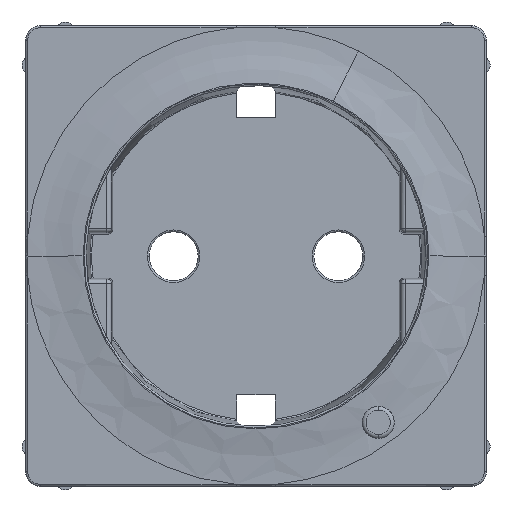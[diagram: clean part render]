
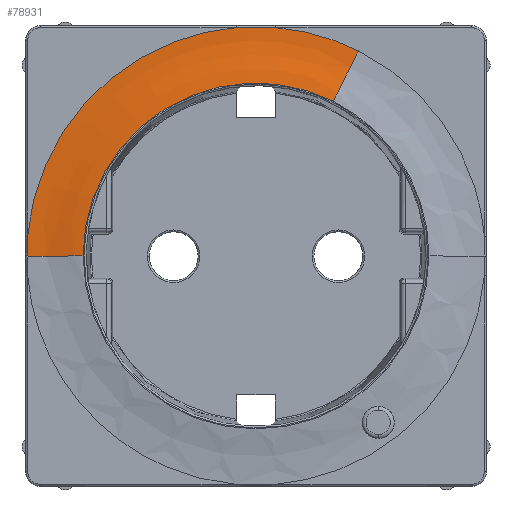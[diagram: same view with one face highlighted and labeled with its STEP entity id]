
A CAD part, top view. The second image highlights one B-rep face of the part: STEP entity #78931.
In plain terms, the highlighted free-form (B-spline) face has degree [5, 4] with [9, 5] control points.
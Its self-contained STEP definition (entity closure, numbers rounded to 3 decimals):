
#77610=AXIS2_PLACEMENT_3D('Circle Axis2P3D',#77608,#77609,$) ;
#77603=CARTESIAN_POINT('Vertex',(8.922,17.844,11.8)) ;
#77608=CARTESIAN_POINT('Axis2P3D Location',(0.,0.,11.8)) ;
#77612=CARTESIAN_POINT('Vertex',(-19.95,0.,11.8)) ;
#78741=CARTESIAN_POINT('Control Point',(-26.351,-0.004,11.)) ;
#78742=CARTESIAN_POINT('Control Point',(-25.063,-0.056,11.)) ;
#78743=CARTESIAN_POINT('Control Point',(-23.79,-0.102,11.015)) ;
#78744=CARTESIAN_POINT('Control Point',(-22.518,-0.049,11.334)) ;
#78745=CARTESIAN_POINT('Control Point',(-21.239,0.052,11.8)) ;
#78746=CARTESIAN_POINT('Control Point',(-19.95,0.,11.8)) ;
#78747=CARTESIAN_POINT('Vertex',(-26.351,-0.004,11.)) ;
#78830=CARTESIAN_POINT('Control Point',(11.829,23.658,11.)) ;
#78831=CARTESIAN_POINT('Control Point',(11.097,22.193,11.)) ;
#78832=CARTESIAN_POINT('Control Point',(10.375,20.751,11.)) ;
#78833=CARTESIAN_POINT('Control Point',(9.654,19.308,11.8)) ;
#78834=CARTESIAN_POINT('Control Point',(8.922,17.844,11.8)) ;
#78835=CARTESIAN_POINT('Control Point',(5.408,26.868,11.)) ;
#78836=CARTESIAN_POINT('Control Point',(5.073,25.205,11.)) ;
#78837=CARTESIAN_POINT('Control Point',(4.743,23.567,11.)) ;
#78838=CARTESIAN_POINT('Control Point',(4.413,21.929,11.8)) ;
#78839=CARTESIAN_POINT('Control Point',(4.079,20.265,11.8)) ;
#78840=CARTESIAN_POINT('Control Point',(-2.103,27.9,11.)) ;
#78841=CARTESIAN_POINT('Control Point',(-2.032,26.203,11.)) ;
#78842=CARTESIAN_POINT('Control Point',(-1.963,24.531,11.)) ;
#78843=CARTESIAN_POINT('Control Point',(-1.657,22.741,11.8)) ;
#78844=CARTESIAN_POINT('Control Point',(-1.586,21.044,11.8)) ;
#78845=CARTESIAN_POINT('Control Point',(-9.688,26.25,11.)) ;
#78846=CARTESIAN_POINT('Control Point',(-9.217,24.592,11.)) ;
#78847=CARTESIAN_POINT('Control Point',(-8.755,22.969,11.)) ;
#78848=CARTESIAN_POINT('Control Point',(-7.778,21.457,11.8)) ;
#78849=CARTESIAN_POINT('Control Point',(-7.307,19.799,11.8)) ;
#78850=CARTESIAN_POINT('Control Point',(-19.288,20.158,11.)) ;
#78851=CARTESIAN_POINT('Control Point',(-18.204,18.807,11.)) ;
#78852=CARTESIAN_POINT('Control Point',(-17.145,17.486,11.)) ;
#78853=CARTESIAN_POINT('Control Point',(-15.632,16.556,11.8)) ;
#78854=CARTESIAN_POINT('Control Point',(-14.548,15.204,11.8)) ;
#78855=CARTESIAN_POINT('Control Point',(-24.622,10.629,11.)) ;
#78856=CARTESIAN_POINT('Control Point',(-23.145,9.867,11.)) ;
#78857=CARTESIAN_POINT('Control Point',(-21.696,9.119,11.)) ;
#78858=CARTESIAN_POINT('Control Point',(-20.049,8.779,11.8)) ;
#78859=CARTESIAN_POINT('Control Point',(-18.572,8.017,11.8)) ;
#78860=CARTESIAN_POINT('Control Point',(-25.841,7.18,11.)) ;
#78861=CARTESIAN_POINT('Control Point',(-24.267,6.641,11.)) ;
#78862=CARTESIAN_POINT('Control Point',(-22.722,6.111,11.)) ;
#78863=CARTESIAN_POINT('Control Point',(-21.064,5.955,11.8)) ;
#78864=CARTESIAN_POINT('Control Point',(-19.491,5.416,11.8)) ;
#78865=CARTESIAN_POINT('Control Point',(-26.45,3.59,11.)) ;
#78866=CARTESIAN_POINT('Control Point',(-24.824,3.288,11.)) ;
#78867=CARTESIAN_POINT('Control Point',(-23.225,2.99,11.)) ;
#78868=CARTESIAN_POINT('Control Point',(-21.576,3.011,11.8)) ;
#78869=CARTESIAN_POINT('Control Point',(-19.95,2.708,11.8)) ;
#78870=CARTESIAN_POINT('Control Point',(-26.45,0.,11.)) ;
#78871=CARTESIAN_POINT('Control Point',(-24.814,-0.066,11.)) ;
#78872=CARTESIAN_POINT('Control Point',(-23.205,-0.13,11.)) ;
#78873=CARTESIAN_POINT('Control Point',(-21.586,0.066,11.8)) ;
#78874=CARTESIAN_POINT('Control Point',(-19.95,0.,11.8)) ;
#78876=CARTESIAN_POINT('Control Point',(11.829,23.658,11.)) ;
#78877=CARTESIAN_POINT('Control Point',(11.243,22.486,11.)) ;
#78878=CARTESIAN_POINT('Control Point',(10.664,21.328,11.)) ;
#78879=CARTESIAN_POINT('Control Point',(10.087,20.174,11.32)) ;
#78880=CARTESIAN_POINT('Control Point',(9.508,19.015,11.8)) ;
#78881=CARTESIAN_POINT('Control Point',(8.922,17.844,11.8)) ;
#78882=CARTESIAN_POINT('Vertex',(11.829,23.658,11.)) ;
#78886=CARTESIAN_POINT('Control Point',(2.294,26.351,11.)) ;
#78887=CARTESIAN_POINT('Control Point',(4.278,26.178,11.)) ;
#78888=CARTESIAN_POINT('Control Point',(6.248,25.818,11.)) ;
#78889=CARTESIAN_POINT('Control Point',(8.177,25.273,11.)) ;
#78890=CARTESIAN_POINT('Control Point',(10.045,24.549,11.)) ;
#78891=CARTESIAN_POINT('Control Point',(11.829,23.658,11.)) ;
#78892=CARTESIAN_POINT('Vertex',(2.294,26.35,11.)) ;
#78896=CARTESIAN_POINT('Control Point',(-2.291,26.351,11.)) ;
#78897=CARTESIAN_POINT('Control Point',(-0.764,26.351,11.)) ;
#78898=CARTESIAN_POINT('Control Point',(0.763,26.351,11.)) ;
#78899=CARTESIAN_POINT('Control Point',(2.294,26.351,11.)) ;
#78900=CARTESIAN_POINT('Vertex',(-2.291,26.351,11.)) ;
#78904=CARTESIAN_POINT('Control Point',(-26.351,2.291,11.)) ;
#78905=CARTESIAN_POINT('Control Point',(-26.079,5.411,11.)) ;
#78906=CARTESIAN_POINT('Control Point',(-25.347,8.489,11.)) ;
#78907=CARTESIAN_POINT('Control Point',(-24.161,11.434,11.)) ;
#78908=CARTESIAN_POINT('Control Point',(-20.373,17.878,11.)) ;
#78909=CARTESIAN_POINT('Control Point',(-14.573,22.7,11.)) ;
#78910=CARTESIAN_POINT('Control Point',(-10.705,24.758,11.)) ;
#78911=CARTESIAN_POINT('Control Point',(-6.536,25.982,11.)) ;
#78912=CARTESIAN_POINT('Control Point',(-2.291,26.351,11.)) ;
#78913=CARTESIAN_POINT('Vertex',(-26.351,2.291,11.)) ;
#78917=CARTESIAN_POINT('Control Point',(-26.351,-0.004,11.)) ;
#78918=CARTESIAN_POINT('Control Point',(-26.351,0.76,11.)) ;
#78919=CARTESIAN_POINT('Control Point',(-26.351,1.525,11.)) ;
#78920=CARTESIAN_POINT('Control Point',(-26.351,2.291,11.)) ;
#77609=DIRECTION('Axis2P3D Direction',(0.,0.,-1.)) ;
#78923=ORIENTED_EDGE('',*,*,#78884,.F.) ;
#78924=ORIENTED_EDGE('',*,*,#78894,.F.) ;
#78925=ORIENTED_EDGE('',*,*,#78902,.T.) ;
#78926=ORIENTED_EDGE('',*,*,#78915,.F.) ;
#78927=ORIENTED_EDGE('',*,*,#78921,.T.) ;
#78928=ORIENTED_EDGE('',*,*,#78749,.T.) ;
#78929=ORIENTED_EDGE('',*,*,#77614,.T.) ;
#78931=ADVANCED_FACE('PartBody',(#78930),#78829,.T.) ;
#78740=B_SPLINE_CURVE_WITH_KNOTS('',5,(#78741,#78742,#78743,#78744,#78745,#78746),.UNSPECIFIED.,.F.,.U.,(6,6),(0.099,6.549),.UNSPECIFIED.) ;
#78875=B_SPLINE_CURVE_WITH_KNOTS('',5,(#78876,#78877,#78878,#78879,#78880,#78881),.UNSPECIFIED.,.F.,.U.,(6,6),(0.,6.549),.UNSPECIFIED.) ;
#78885=B_SPLINE_CURVE_WITH_KNOTS('',5,(#78886,#78887,#78888,#78889,#78890,#78891),.UNSPECIFIED.,.F.,.U.,(6,6),(14.927,23.715),.UNSPECIFIED.) ;
#78895=B_SPLINE_CURVE_WITH_KNOTS('',3,(#78896,#78897,#78898,#78899),.UNSPECIFIED.,.F.,.U.,(4,4),(42.866,48.988),.UNSPECIFIED.) ;
#78903=B_SPLINE_CURVE_WITH_KNOTS('',5,(#78904,#78905,#78906,#78907,#78908,#78909,#78910,#78911,#78912),.UNSPECIFIED.,.F.,.U.,(6,3,6),(-21.697,-7.924,10.876),.UNSPECIFIED.) ;
#78916=B_SPLINE_CURVE_WITH_KNOTS('',3,(#78917,#78918,#78919,#78920),.UNSPECIFIED.,.F.,.U.,(4,4),(45.635,48.692),.UNSPECIFIED.) ;
#78829=B_SPLINE_SURFACE_WITH_KNOTS('',5,4,((#78830,#78831,#78832,#78833,#78834),(#78835,#78836,#78837,#78838,#78839),(#78840,#78841,#78842,#78843,#78844),(#78845,#78846,#78847,#78848,#78849),(#78850,#78851,#78852,#78853,#78854),(#78855,#78856,#78857,#78858,#78859),(#78860,#78861,#78862,#78863,#78864),(#78865,#78866,#78867,#78868,#78869),(#78870,#78871,#78872,#78873,#78874)),.UNSPECIFIED.,.F.,.F.,.U.,(6,3,6),(5,5),(0.,31.639,47.43),(0.,6.549),.UNSPECIFIED.) ;
#77611=CIRCLE('generated circle',#77610,19.95) ;
#77614=EDGE_CURVE('',#77613,#77604,#77611,.T.) ;
#78749=EDGE_CURVE('',#78748,#77613,#78740,.T.) ;
#78884=EDGE_CURVE('',#78883,#77604,#78875,.T.) ;
#78894=EDGE_CURVE('',#78893,#78883,#78885,.T.) ;
#78902=EDGE_CURVE('',#78893,#78901,#78895,.F.) ;
#78915=EDGE_CURVE('',#78914,#78901,#78903,.T.) ;
#78921=EDGE_CURVE('',#78914,#78748,#78916,.F.) ;
#78922=EDGE_LOOP('',(#78923,#78924,#78925,#78926,#78927,#78928,#78929)) ;
#78930=FACE_OUTER_BOUND('',#78922,.T.) ;
#77604=VERTEX_POINT('',#77603) ;
#77613=VERTEX_POINT('',#77612) ;
#78748=VERTEX_POINT('',#78747) ;
#78883=VERTEX_POINT('',#78882) ;
#78893=VERTEX_POINT('',#78892) ;
#78901=VERTEX_POINT('',#78900) ;
#78914=VERTEX_POINT('',#78913) ;
